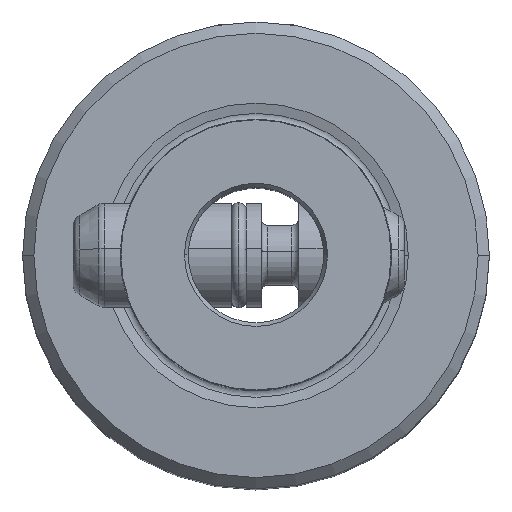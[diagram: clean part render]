
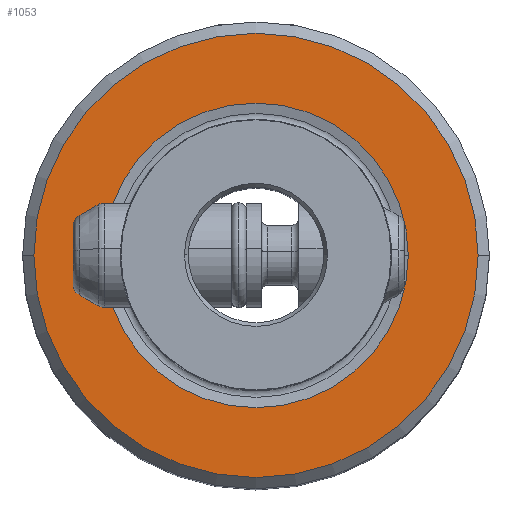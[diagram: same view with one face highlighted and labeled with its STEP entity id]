
A CAD part, top view. The second image highlights one B-rep face of the part: STEP entity #1053.
In plain terms, the highlighted planar face has unit normal (0, 0, 1).
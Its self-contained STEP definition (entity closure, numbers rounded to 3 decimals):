
#747=VERTEX_POINT('NONE',#2019);
#903=EDGE_CURVE('NONE',#1079,#1683,#2199,.T.);
#1053=ADVANCED_FACE('NONE',(#2370,#2371),#2372,.T.);
#1079=VERTEX_POINT('NONE',#2401);
#1233=EDGE_CURVE('NONE',#1245,#747,#2569,.T.);
#1245=VERTEX_POINT('NONE',#2582);
#1345=EDGE_CURVE('NONE',#747,#1245,#2693,.T.);
#1683=VERTEX_POINT('NONE',#3066);
#1761=EDGE_CURVE('NONE',#1683,#1079,#3154,.T.);
#2019=CARTESIAN_POINT('',(10.112,0.0,0.0));
#2199=CIRCLE('',#3804,14.75);
#2370=FACE_OUTER_BOUND('',#4079,.T.);
#2371=FACE_BOUND('',#4080,.T.);
#2372=PLANE('',#4081);
#2401=CARTESIAN_POINT('',(14.75,0.,0.0));
#2569=CIRCLE('',#4410,10.112);
#2582=CARTESIAN_POINT('',(-10.112,0.,0.0));
#2693=CIRCLE('',#4574,10.112);
#3066=CARTESIAN_POINT('',(-14.75,0.0,0.0));
#3154=CIRCLE('',#5435,14.75);
#3804=AXIS2_PLACEMENT_3D('',#6103,#6104,#6105);
#4079=EDGE_LOOP('',(#6330,#6331));
#4080=EDGE_LOOP('',(#6332,#6333));
#4081=AXIS2_PLACEMENT_3D('',#6334,#6335,#6336);
#4410=AXIS2_PLACEMENT_3D('',#6553,#6554,#6555);
#4574=AXIS2_PLACEMENT_3D('',#6708,#6709,#6710);
#5435=AXIS2_PLACEMENT_3D('',#7271,#7272,#7273);
#6103=CARTESIAN_POINT('',(0.0,0.0,0.0));
#6104=DIRECTION('',(0.0,0.0,1.0));
#6105=DIRECTION('',(1.0,0.0,0.0));
#6330=ORIENTED_EDGE('',*,*,#1761,.T.);
#6331=ORIENTED_EDGE('',*,*,#903,.T.);
#6332=ORIENTED_EDGE('',*,*,#1345,.F.);
#6333=ORIENTED_EDGE('',*,*,#1233,.F.);
#6334=CARTESIAN_POINT('',(0.0,16.0,0.0));
#6335=DIRECTION('',(0.0,0.0,1.0));
#6336=DIRECTION('',(1.0,0.0,0.0));
#6553=CARTESIAN_POINT('',(0.0,0.0,0.0));
#6554=DIRECTION('',(0.0,0.0,1.0));
#6555=DIRECTION('',(1.0,0.0,0.0));
#6708=CARTESIAN_POINT('',(0.0,0.0,0.0));
#6709=DIRECTION('',(0.0,0.0,1.0));
#6710=DIRECTION('',(1.0,0.0,0.0));
#7271=CARTESIAN_POINT('',(0.0,0.0,0.0));
#7272=DIRECTION('',(0.0,0.0,1.0));
#7273=DIRECTION('',(1.0,0.0,0.0));
